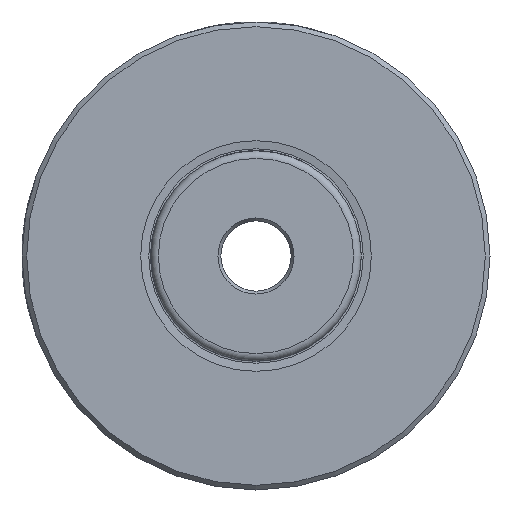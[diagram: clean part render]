
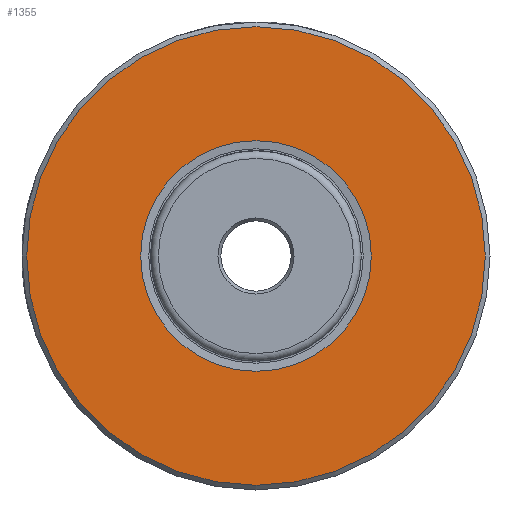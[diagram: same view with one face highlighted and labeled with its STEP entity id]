
A CAD part, left-side view. The second image highlights one B-rep face of the part: STEP entity #1355.
In plain terms, the highlighted planar face has unit normal (-1, 0, 0).
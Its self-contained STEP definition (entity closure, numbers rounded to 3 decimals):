
#141 = AXIS2_PLACEMENT_3D ( 'NONE', #959, #976, #2567 ) ;
#150 = PLANE ( 'NONE',  #1840 ) ;
#202 = EDGE_CURVE ( 'NONE', #1827, #1827, #507, .T. ) ;
#343 = DIRECTION ( 'NONE',  ( -1., 0., 0. ) ) ;
#363 = CARTESIAN_POINT ( 'NONE',  ( 0., 19.715, 0. ) ) ;
#507 = CIRCLE ( 'NONE', #2267, 39.2 ) ;
#527 = EDGE_LOOP ( 'NONE', ( #2523 ) ) ;
#767 = DIRECTION ( 'NONE',  ( 0., 0., -1. ) ) ;
#959 = CARTESIAN_POINT ( 'NONE',  ( 0., 0., 0. ) ) ;
#963 = EDGE_LOOP ( 'NONE', ( #2143 ) ) ;
#976 = DIRECTION ( 'NONE',  ( -1., 0., 0. ) ) ;
#1290 = FACE_OUTER_BOUND ( 'NONE', #527, .T. ) ;
#1347 = CARTESIAN_POINT ( 'NONE',  ( 0., 0., 39.2 ) ) ;
#1355 = ADVANCED_FACE ( 'NONE', ( #1502, #1290 ), #150, .F. ) ;
#1502 = FACE_BOUND ( 'NONE', #963, .T. ) ;
#1542 = CARTESIAN_POINT ( 'NONE',  ( 0., 0., 0. ) ) ;
#1747 = DIRECTION ( 'NONE',  ( 0., 0., 1. ) ) ;
#1827 = VERTEX_POINT ( 'NONE', #1347 ) ;
#1840 = AXIS2_PLACEMENT_3D ( 'NONE', #363, #1964, #767 ) ;
#1964 = DIRECTION ( 'NONE',  ( 1., 0., 0. ) ) ;
#1974 = EDGE_CURVE ( 'NONE', #2364, #2364, #2154, .T. ) ;
#2143 = ORIENTED_EDGE ( 'NONE', *, *, #1974, .F. ) ;
#2154 = CIRCLE ( 'NONE', #141, 19.715 ) ;
#2267 = AXIS2_PLACEMENT_3D ( 'NONE', #1542, #343, #1747 ) ;
#2362 = CARTESIAN_POINT ( 'NONE',  ( 0., 0., 19.715 ) ) ;
#2364 = VERTEX_POINT ( 'NONE', #2362 ) ;
#2523 = ORIENTED_EDGE ( 'NONE', *, *, #202, .T. ) ;
#2567 = DIRECTION ( 'NONE',  ( 0., 0., 1. ) ) ;
